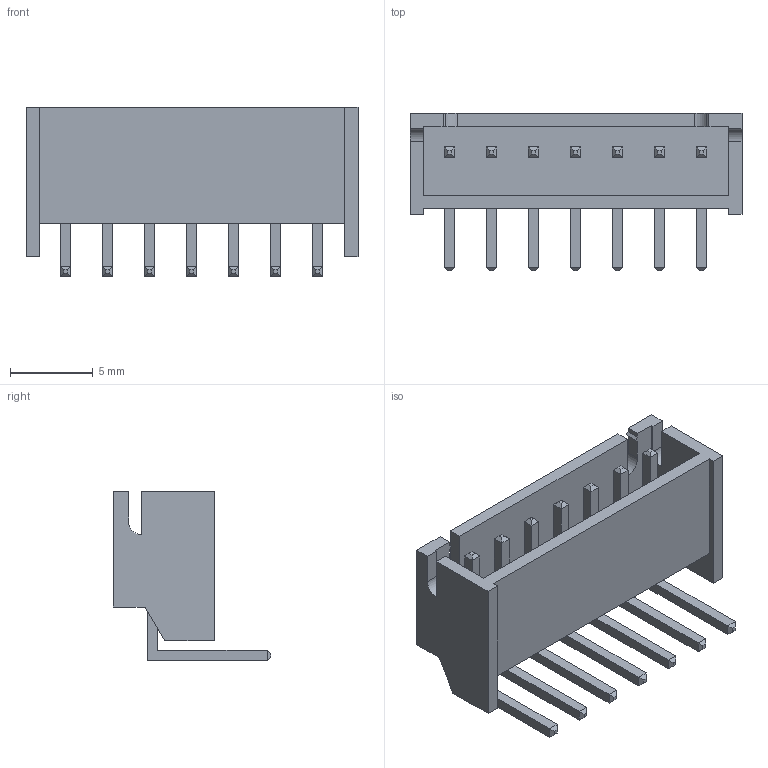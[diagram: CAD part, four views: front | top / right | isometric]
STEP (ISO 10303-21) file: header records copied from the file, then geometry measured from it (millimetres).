
FILE_DESCRIPTION(/* description */ (''),/* implementation_level */ '2;1');
FILE_NAME(/* name */ 'JST B7B-XH-A Through hole shrouded header side entry type.step',/* time_stamp */ '2018-10-24T13:36:51+11:00',/* author */ ('julius.neudecker'),/* organization */ (''),/* preprocessor_version */ 'ST-DEVELOPER v17.2',/* originating_system */ 'Autodesk Translation Framework v7.6.0.251',/* authorisation */ '');
FILE_SCHEMA (('AUTOMOTIVE_DESIGN { 1 0 10303 214 3 1 1 }'));
Length unit declared in the file: millimetre
Products named in the file (1): JST XH 7 S7B-XH-A1 shrouded header connector  bent
Bounding box: 20.08 x 9.5 x 10.25 mm (x, y, z)
Volume: 387.4 mm3; surface area: 1200.8 mm2
Topology: 1 solids, 1 shells, 180 faces, 436 edges, 272 vertices
Faces by surface type: plane 176, cylinder 4
Entity records: 5218 total; most frequent: CARTESIAN_POINT 889, ORIENTED_EDGE 872, DIRECTION 806, EDGE_CURVE 436, LINE 428, VECTOR 428, VERTEX_POINT 272, EDGE_LOOP 194
